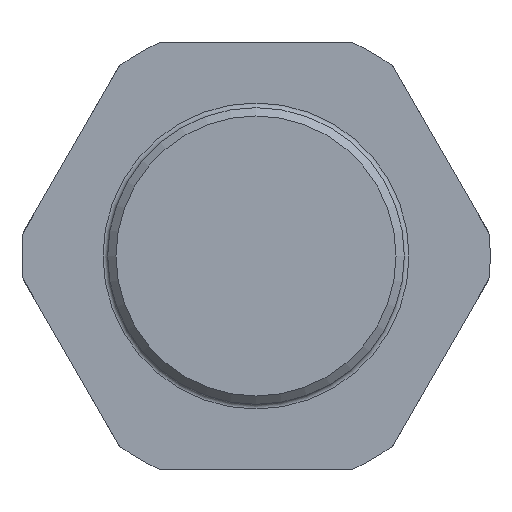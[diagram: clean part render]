
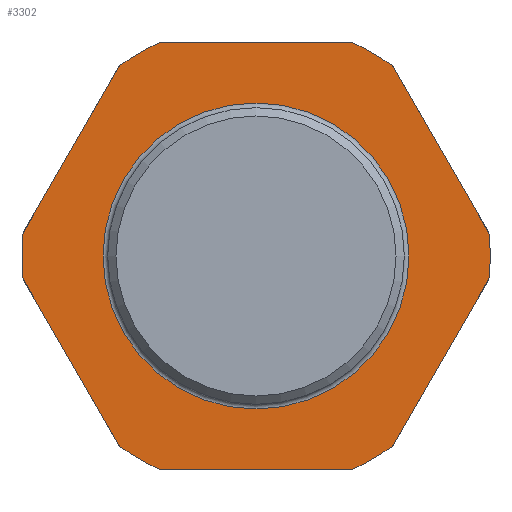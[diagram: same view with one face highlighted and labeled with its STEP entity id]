
A CAD part, left-side view. The second image highlights one B-rep face of the part: STEP entity #3302.
In plain terms, the highlighted planar face has unit normal (-1, 0, 0).
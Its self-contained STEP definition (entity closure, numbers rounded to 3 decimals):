
#78=FACE_BOUND('',#769,.T.);
#160=LINE('',#4878,#327);
#163=LINE('',#4908,#330);
#166=LINE('',#4938,#333);
#169=LINE('',#4968,#336);
#172=LINE('',#4988,#339);
#175=LINE('',#5031,#342);
#327=VECTOR('',#3894,10.);
#330=VECTOR('',#3899,10.);
#333=VECTOR('',#3904,10.);
#336=VECTOR('',#3909,10.);
#339=VECTOR('',#3914,10.);
#342=VECTOR('',#3919,10.);
#593=FACE_OUTER_BOUND('',#768,.T.);
#768=EDGE_LOOP('',(#2081,#2082,#2083,#2084,#2085,#2086,#2087,#2088,#2089,
#2090,#2091,#2092));
#769=EDGE_LOOP('',(#2093,#2094));
#937=CIRCLE('',#3498,25.25);
#938=CIRCLE('',#3500,25.25);
#941=CIRCLE('',#3504,25.25);
#943=CIRCLE('',#3507,25.25);
#945=CIRCLE('',#3510,25.25);
#946=CIRCLE('',#3512,25.25);
#951=CIRCLE('',#3519,16.5);
#952=CIRCLE('',#3520,16.5);
#1159=VERTEX_POINT('',#4875);
#1160=VERTEX_POINT('',#4877);
#1163=VERTEX_POINT('',#4905);
#1164=VERTEX_POINT('',#4907);
#1167=VERTEX_POINT('',#4935);
#1168=VERTEX_POINT('',#4937);
#1171=VERTEX_POINT('',#4965);
#1172=VERTEX_POINT('',#4967);
#1175=VERTEX_POINT('',#4985);
#1176=VERTEX_POINT('',#4987);
#1180=VERTEX_POINT('',#5028);
#1181=VERTEX_POINT('',#5030);
#1184=VERTEX_POINT('',#5058);
#1185=VERTEX_POINT('',#5059);
#1507=EDGE_CURVE('',#1160,#1159,#160,.T.);
#1511=EDGE_CURVE('',#1164,#1163,#163,.T.);
#1515=EDGE_CURVE('',#1168,#1167,#166,.T.);
#1519=EDGE_CURVE('',#1172,#1171,#169,.T.);
#1523=EDGE_CURVE('',#1176,#1175,#172,.T.);
#1528=EDGE_CURVE('',#1181,#1180,#175,.T.);
#1531=EDGE_CURVE('',#1181,#1175,#937,.T.);
#1532=EDGE_CURVE('',#1168,#1171,#938,.T.);
#1535=EDGE_CURVE('',#1176,#1167,#941,.T.);
#1537=EDGE_CURVE('',#1172,#1163,#943,.T.);
#1539=EDGE_CURVE('',#1164,#1159,#945,.T.);
#1540=EDGE_CURVE('',#1160,#1180,#946,.T.);
#1545=EDGE_CURVE('',#1184,#1185,#951,.T.);
#1546=EDGE_CURVE('',#1185,#1184,#952,.T.);
#2081=ORIENTED_EDGE('',*,*,#1507,.T.);
#2082=ORIENTED_EDGE('',*,*,#1539,.F.);
#2083=ORIENTED_EDGE('',*,*,#1511,.T.);
#2084=ORIENTED_EDGE('',*,*,#1537,.F.);
#2085=ORIENTED_EDGE('',*,*,#1519,.T.);
#2086=ORIENTED_EDGE('',*,*,#1532,.F.);
#2087=ORIENTED_EDGE('',*,*,#1515,.T.);
#2088=ORIENTED_EDGE('',*,*,#1535,.F.);
#2089=ORIENTED_EDGE('',*,*,#1523,.T.);
#2090=ORIENTED_EDGE('',*,*,#1531,.F.);
#2091=ORIENTED_EDGE('',*,*,#1528,.T.);
#2092=ORIENTED_EDGE('',*,*,#1540,.F.);
#2093=ORIENTED_EDGE('',*,*,#1545,.T.);
#2094=ORIENTED_EDGE('',*,*,#1546,.T.);
#3040=PLANE('',#3518);
#3302=ADVANCED_FACE('',(#593,#78),#3040,.T.);
#3498=AXIS2_PLACEMENT_3D('',#5035,#3925,#3926);
#3500=AXIS2_PLACEMENT_3D('',#5037,#3929,#3930);
#3504=AXIS2_PLACEMENT_3D('',#5041,#3937,#3938);
#3507=AXIS2_PLACEMENT_3D('',#5044,#3943,#3944);
#3510=AXIS2_PLACEMENT_3D('',#5047,#3949,#3950);
#3512=AXIS2_PLACEMENT_3D('',#5049,#3953,#3954);
#3518=AXIS2_PLACEMENT_3D('',#5057,#3965,#3966);
#3519=AXIS2_PLACEMENT_3D('',#5060,#3967,#3968);
#3520=AXIS2_PLACEMENT_3D('',#5061,#3969,#3970);
#3894=DIRECTION('',(0.,0.5,0.866));
#3899=DIRECTION('',(0.,1.,0.));
#3904=DIRECTION('',(0.,-0.5,-0.866));
#3909=DIRECTION('',(0.,0.5,-0.866));
#3914=DIRECTION('',(0.,-1.,0.));
#3919=DIRECTION('',(0.,-0.5,0.866));
#3925=DIRECTION('center_axis',(1.,0.,0.));
#3926=DIRECTION('ref_axis',(0.,0.,1.));
#3929=DIRECTION('center_axis',(1.,0.,0.));
#3930=DIRECTION('ref_axis',(0.,0.,1.));
#3937=DIRECTION('center_axis',(1.,0.,0.));
#3938=DIRECTION('ref_axis',(0.,0.,1.));
#3943=DIRECTION('center_axis',(1.,0.,0.));
#3944=DIRECTION('ref_axis',(0.,0.,1.));
#3949=DIRECTION('center_axis',(1.,0.,0.));
#3950=DIRECTION('ref_axis',(0.,0.,1.));
#3953=DIRECTION('center_axis',(1.,0.,0.));
#3954=DIRECTION('ref_axis',(0.,0.,1.));
#3965=DIRECTION('center_axis',(-1.,0.,0.));
#3966=DIRECTION('ref_axis',(0.,0.,-1.));
#3967=DIRECTION('center_axis',(1.,0.,0.));
#3968=DIRECTION('ref_axis',(0.,0.,1.));
#3969=DIRECTION('center_axis',(1.,0.,0.));
#3970=DIRECTION('ref_axis',(0.,0.,1.));
#4875=CARTESIAN_POINT('',(1.78,-14.709,20.523));
#4877=CARTESIAN_POINT('',(1.78,-25.128,2.477));
#4878=CARTESIAN_POINT('',(1.78,-25.68,1.522));
#4905=CARTESIAN_POINT('',(1.78,10.419,23.));
#4907=CARTESIAN_POINT('',(1.78,-10.419,23.));
#4908=CARTESIAN_POINT('',(1.78,-17.835,23.));
#4935=CARTESIAN_POINT('',(1.78,14.709,-20.523));
#4937=CARTESIAN_POINT('',(1.78,25.128,-2.477));
#4938=CARTESIAN_POINT('',(1.78,19.367,-12.455));
#4965=CARTESIAN_POINT('',(1.78,25.128,2.477));
#4967=CARTESIAN_POINT('',(1.78,14.709,20.523));
#4968=CARTESIAN_POINT('',(1.78,14.158,21.478));
#4985=CARTESIAN_POINT('',(1.78,-10.419,-23.));
#4987=CARTESIAN_POINT('',(1.78,10.419,-23.));
#4988=CARTESIAN_POINT('',(1.78,-7.415,-23.));
#5028=CARTESIAN_POINT('',(1.78,-25.128,-2.477));
#5030=CARTESIAN_POINT('',(1.78,-14.709,-20.523));
#5031=CARTESIAN_POINT('',(1.78,-20.47,-10.545));
#5035=CARTESIAN_POINT('Origin',(1.78,0.,
0.));
#5037=CARTESIAN_POINT('Origin',(1.78,0.,
0.));
#5041=CARTESIAN_POINT('Origin',(1.78,0.,
0.));
#5044=CARTESIAN_POINT('Origin',(1.78,0.,
0.));
#5047=CARTESIAN_POINT('Origin',(1.78,0.,
0.));
#5049=CARTESIAN_POINT('Origin',(1.78,0.,
0.));
#5057=CARTESIAN_POINT('Origin',(1.78,-25.25,0.));
#5058=CARTESIAN_POINT('',(1.78,-16.5,0.));
#5059=CARTESIAN_POINT('',(1.78,0.,-16.5));
#5060=CARTESIAN_POINT('Origin',(1.78,0.,
0.));
#5061=CARTESIAN_POINT('Origin',(1.78,0.,
0.));
